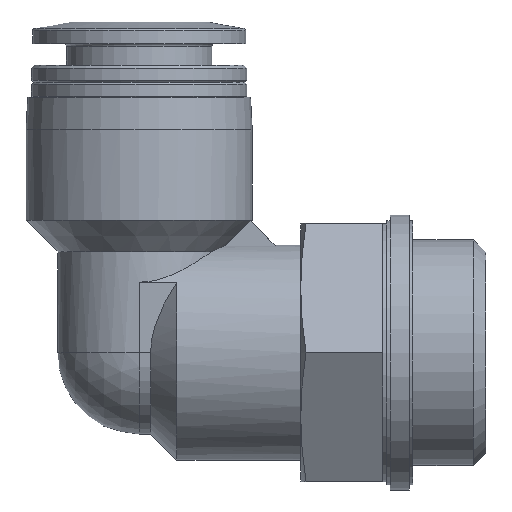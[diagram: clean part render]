
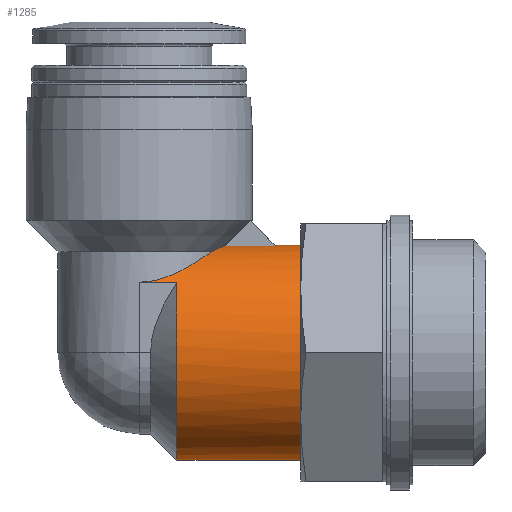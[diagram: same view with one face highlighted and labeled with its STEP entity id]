
A CAD part, left-side view. The second image highlights one B-rep face of the part: STEP entity #1285.
In plain terms, the highlighted cylindrical face has radius 10 mm (diameter 20 mm), a full revolution.
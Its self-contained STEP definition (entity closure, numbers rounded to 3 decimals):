
#69=B_SPLINE_CURVE_WITH_KNOTS('',3,(#1769,#1770,#1771,#1772),
 .UNSPECIFIED.,.F.,.F.,(4,4),(0.,0.003),
 .UNSPECIFIED.);
#70=B_SPLINE_CURVE_WITH_KNOTS('',3,(#1774,#1775,#1776,#1777,#1778,#1779),
 .UNSPECIFIED.,.F.,.F.,(4,1,1,4),(-0.004,0.001,
0.003,0.005),.UNSPECIFIED.);
#71=B_SPLINE_CURVE_WITH_KNOTS('',3,(#1787,#1788,#1789,#1790,#1791,#1792),
 .UNSPECIFIED.,.F.,.F.,(4,1,1,4),(0.,0.004,0.007,
0.009),.UNSPECIFIED.);
#72=B_SPLINE_CURVE_WITH_KNOTS('',3,(#1794,#1795,#1796,#1797),
 .UNSPECIFIED.,.F.,.F.,(4,4),(0.006,0.008),
 .UNSPECIFIED.);
#90=LINE('',#1762,#118);
#91=LINE('',#1767,#119);
#92=LINE('',#1781,#120);
#93=LINE('',#1785,#121);
#118=VECTOR('',#1491,1000.);
#119=VECTOR('',#1494,1000.);
#120=VECTOR('',#1495,1000.);
#121=VECTOR('',#1498,1000.);
#147=ELLIPSE('',#1361,14.142,10.);
#151=ORIENTED_EDGE('',*,*,#361,.F.);
#152=ORIENTED_EDGE('',*,*,#362,.F.);
#153=ORIENTED_EDGE('',*,*,#363,.F.);
#154=ORIENTED_EDGE('',*,*,#364,.T.);
#155=ORIENTED_EDGE('',*,*,#365,.F.);
#156=ORIENTED_EDGE('',*,*,#366,.F.);
#157=ORIENTED_EDGE('',*,*,#367,.F.);
#158=ORIENTED_EDGE('',*,*,#368,.T.);
#159=ORIENTED_EDGE('',*,*,#369,.T.);
#160=ORIENTED_EDGE('',*,*,#370,.F.);
#161=ORIENTED_EDGE('',*,*,#371,.F.);
#361=EDGE_CURVE('',#466,#466,#542,.T.);
#362=EDGE_CURVE('',#467,#468,#90,.F.);
#363=EDGE_CURVE('',#469,#467,#147,.T.);
#364=EDGE_CURVE('',#469,#470,#91,.F.);
#365=EDGE_CURVE('',#471,#470,#69,.T.);
#366=EDGE_CURVE('',#472,#471,#70,.T.);
#367=EDGE_CURVE('',#473,#472,#92,.T.);
#368=EDGE_CURVE('',#473,#474,#543,.T.);
#369=EDGE_CURVE('',#474,#475,#93,.T.);
#370=EDGE_CURVE('',#476,#475,#71,.T.);
#371=EDGE_CURVE('',#468,#476,#72,.T.);
#466=VERTEX_POINT('',#1761);
#467=VERTEX_POINT('',#1763);
#468=VERTEX_POINT('',#1764);
#469=VERTEX_POINT('',#1766);
#470=VERTEX_POINT('',#1768);
#471=VERTEX_POINT('',#1773);
#472=VERTEX_POINT('',#1780);
#473=VERTEX_POINT('',#1782);
#474=VERTEX_POINT('',#1784);
#475=VERTEX_POINT('',#1786);
#476=VERTEX_POINT('',#1793);
#542=CIRCLE('',#1360,10.);
#543=CIRCLE('',#1362,10.);
#596=EDGE_LOOP('',(#151));
#597=EDGE_LOOP('',(#152,#153,#154,#155,#156,#157,#158,#159,#160,#161));
#700=FACE_BOUND('',#596,.T.);
#701=FACE_BOUND('',#597,.T.);
#803=CYLINDRICAL_SURFACE('',#1359,10.);
#1285=ADVANCED_FACE('',(#700,#701),#803,.T.);
#1359=AXIS2_PLACEMENT_3D('',#1759,#1487,#1488);
#1360=AXIS2_PLACEMENT_3D('',#1760,#1489,#1490);
#1361=AXIS2_PLACEMENT_3D('',#1765,#1492,#1493);
#1362=AXIS2_PLACEMENT_3D('',#1783,#1496,#1497);
#1487=DIRECTION('',(0.,-1.,0.));
#1488=DIRECTION('',(0.,0.,-1.));
#1489=DIRECTION('',(0.,-1.,0.));
#1490=DIRECTION('',(0.,0.,-1.));
#1491=DIRECTION('',(0.,-1.,0.));
#1492=DIRECTION('',(0.,0.707,-0.707));
#1493=DIRECTION('',(0.,-0.707,-0.707));
#1494=DIRECTION('',(0.,-1.,0.));
#1495=DIRECTION('',(0.,1.,0.));
#1496=DIRECTION('',(0.,-1.,0.));
#1497=DIRECTION('',(0.,0.,-1.));
#1498=DIRECTION('',(0.,1.,0.));
#1759=CARTESIAN_POINT('',(0.,0.,0.));
#1760=CARTESIAN_POINT('',(0.,10.4,0.));
#1761=CARTESIAN_POINT('',(0.,10.4,-10.));
#1762=CARTESIAN_POINT('',(1.5,0.,9.887));
#1763=CARTESIAN_POINT('',(1.5,12.687,9.887));
#1764=CARTESIAN_POINT('',(1.5,17.453,9.887));
#1765=CARTESIAN_POINT('',(0.,2.8,0.));
#1766=CARTESIAN_POINT('',(-1.5,12.687,9.887));
#1767=CARTESIAN_POINT('',(-1.5,0.,9.887));
#1768=CARTESIAN_POINT('',(-1.5,17.453,9.887));
#1769=CARTESIAN_POINT('',(-3.52,18.709,9.36));
#1770=CARTESIAN_POINT('',(-2.946,18.163,9.576));
#1771=CARTESIAN_POINT('',(-2.269,17.717,9.77));
#1772=CARTESIAN_POINT('',(-1.5,17.453,9.887));
#1773=CARTESIAN_POINT('',(-3.52,18.709,9.36));
#1774=CARTESIAN_POINT('',(-7.56,25.4,6.546));
#1775=CARTESIAN_POINT('',(-7.56,23.926,6.546));
#1776=CARTESIAN_POINT('',(-6.91,21.867,7.338));
#1777=CARTESIAN_POINT('',(-5.242,19.834,8.573));
#1778=CARTESIAN_POINT('',(-4.136,19.034,9.128));
#1779=CARTESIAN_POINT('',(-3.52,18.709,9.36));
#1780=CARTESIAN_POINT('',(-7.56,25.4,6.546));
#1781=CARTESIAN_POINT('',(-7.56,21.896,6.546));
#1782=CARTESIAN_POINT('',(-7.56,21.896,6.546));
#1783=CARTESIAN_POINT('',(0.,21.896,0.));
#1784=CARTESIAN_POINT('',(7.56,21.896,6.546));
#1785=CARTESIAN_POINT('',(7.56,21.896,6.546));
#1786=CARTESIAN_POINT('',(7.56,25.4,6.546));
#1787=CARTESIAN_POINT('',(3.52,18.709,9.36));
#1788=CARTESIAN_POINT('',(4.753,19.358,8.896));
#1789=CARTESIAN_POINT('',(6.21,20.743,7.929));
#1790=CARTESIAN_POINT('',(7.342,23.224,6.808));
#1791=CARTESIAN_POINT('',(7.56,24.664,6.546));
#1792=CARTESIAN_POINT('',(7.56,25.4,6.546));
#1793=CARTESIAN_POINT('',(3.52,18.709,9.36));
#1794=CARTESIAN_POINT('',(1.5,17.453,9.887));
#1795=CARTESIAN_POINT('',(2.266,17.716,9.771));
#1796=CARTESIAN_POINT('',(2.947,18.164,9.576));
#1797=CARTESIAN_POINT('',(3.52,18.709,9.36));
